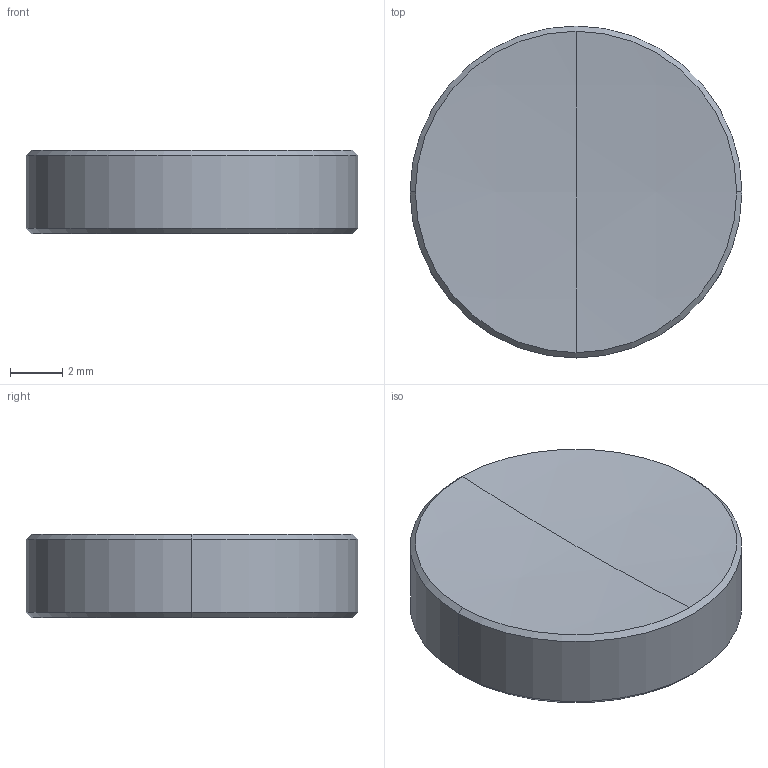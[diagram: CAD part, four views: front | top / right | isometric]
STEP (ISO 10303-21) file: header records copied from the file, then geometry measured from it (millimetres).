
FILE_DESCRIPTION (( 'STEP AP214' ), '1' );
FILE_NAME ('22640-E0W.STEP', '2011-07-14T15:32:02', ( 'Admin' ), ( '' ), 'SwSTEP 2.0', 'SolidWorks 2011', '' );
FILE_SCHEMA (( 'AUTOMOTIVE_DESIGN' ));
Length unit declared in the file: millimetre
Products named in the file (1): 22640-E0W
Bounding box: 12.7 x 12.7 x 3.19 mm (x, y, z)
Surface area: 371.4 mm2 (no closed solid volume)
Topology: 0 solids, 27 shells, 41 faces, 498 edges, 485 vertices
Faces by surface type: plane 31, cone 4, cylinder 2, sphere 2, bspline 2
Entity records: 8240 total; most frequent: CARTESIAN_POINT 4859, ORIENTED_EDGE 522, EDGE_CURVE 498, VERTEX_POINT 485, DIRECTION 352, LINE 248, VECTOR 248, B_SPLINE_CURVE_WITH_KNOTS 238
